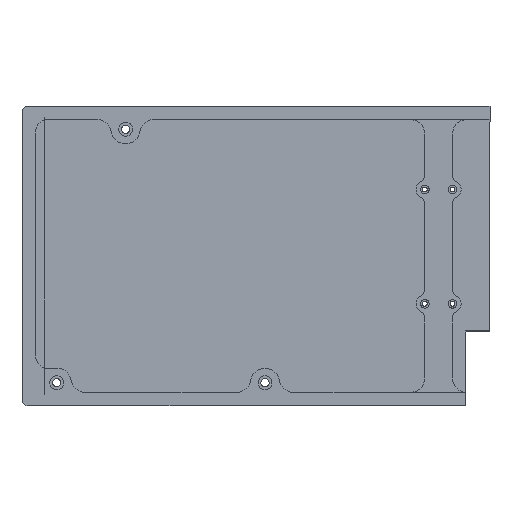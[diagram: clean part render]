
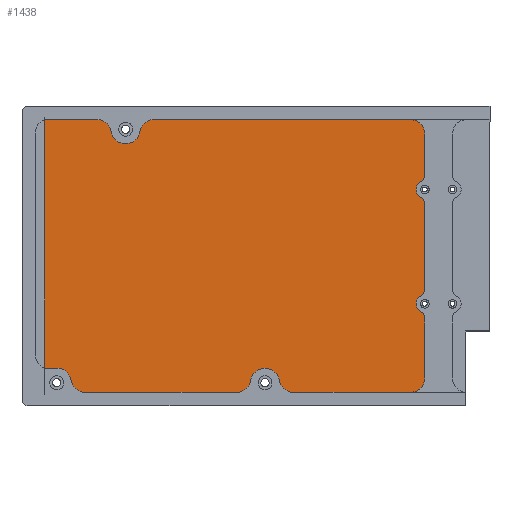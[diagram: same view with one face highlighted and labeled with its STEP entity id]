
A CAD part, top view. The second image highlights one B-rep face of the part: STEP entity #1438.
In plain terms, the highlighted planar face has unit normal (0, 0, 1).
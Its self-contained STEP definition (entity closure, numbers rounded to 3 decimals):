
#126=CIRCLE('',#1557,3.);
#127=CIRCLE('',#1559,3.55);
#128=CIRCLE('',#1561,3.);
#129=CIRCLE('',#1564,3.);
#130=CIRCLE('',#1567,3.);
#131=CIRCLE('',#1569,6.);
#132=CIRCLE('',#1570,6.);
#133=CIRCLE('',#1571,6.);
#134=CIRCLE('',#1572,6.);
#135=CIRCLE('',#1573,6.);
#136=CIRCLE('',#1574,6.);
#137=CIRCLE('',#1575,6.);
#138=CIRCLE('',#1576,6.);
#139=CIRCLE('',#1577,6.);
#140=CIRCLE('',#1578,6.);
#141=CIRCLE('',#1579,3.55);
#182=FACE_OUTER_BOUND('',#268,.T.);
#268=EDGE_LOOP('',(#1096,#1097,#1098,#1099,#1100,#1101,#1102,#1103,#1104,
#1105,#1106,#1107,#1108,#1109,#1110,#1111,#1112,#1113,#1114,#1115,#1116,
#1117,#1118,#1119,#1120));
#394=LINE('',#2314,#523);
#401=LINE('',#2333,#530);
#405=LINE('',#2343,#534);
#408=LINE('',#2351,#537);
#409=LINE('',#2360,#538);
#410=LINE('',#2362,#539);
#411=LINE('',#2364,#540);
#412=LINE('',#2370,#541);
#413=LINE('',#2378,#542);
#523=VECTOR('',#1822,10.);
#530=VECTOR('',#1843,10.);
#534=VECTOR('',#1853,10.);
#537=VECTOR('',#1862,10.);
#538=VECTOR('',#1871,10.);
#539=VECTOR('',#1872,10.);
#540=VECTOR('',#1873,10.);
#541=VECTOR('',#1878,10.);
#542=VECTOR('',#1885,10.);
#687=VERTEX_POINT('',#2311);
#688=VERTEX_POINT('',#2313);
#689=VERTEX_POINT('',#2318);
#690=VERTEX_POINT('',#2319);
#691=VERTEX_POINT('',#2324);
#692=VERTEX_POINT('',#2328);
#693=VERTEX_POINT('',#2332);
#694=VERTEX_POINT('',#2336);
#695=VERTEX_POINT('',#2337);
#696=VERTEX_POINT('',#2342);
#697=VERTEX_POINT('',#2346);
#698=VERTEX_POINT('',#2350);
#699=VERTEX_POINT('',#2353);
#700=VERTEX_POINT('',#2355);
#701=VERTEX_POINT('',#2357);
#702=VERTEX_POINT('',#2359);
#703=VERTEX_POINT('',#2361);
#704=VERTEX_POINT('',#2363);
#705=VERTEX_POINT('',#2365);
#706=VERTEX_POINT('',#2367);
#707=VERTEX_POINT('',#2369);
#708=VERTEX_POINT('',#2371);
#709=VERTEX_POINT('',#2373);
#710=VERTEX_POINT('',#2375);
#711=VERTEX_POINT('',#2377);
#837=EDGE_CURVE('',#687,#688,#394,.T.);
#840=EDGE_CURVE('',#689,#690,#126,.T.);
#843=EDGE_CURVE('',#689,#691,#127,.T.);
#845=EDGE_CURVE('',#692,#691,#128,.T.);
#847=EDGE_CURVE('',#693,#692,#401,.T.);
#849=EDGE_CURVE('',#694,#695,#129,.T.);
#852=EDGE_CURVE('',#696,#694,#405,.T.);
#854=EDGE_CURVE('',#697,#693,#130,.T.);
#856=EDGE_CURVE('',#690,#698,#408,.T.);
#857=EDGE_CURVE('',#698,#688,#131,.T.);
#858=EDGE_CURVE('',#687,#699,#132,.T.);
#859=EDGE_CURVE('',#700,#699,#133,.T.);
#860=EDGE_CURVE('',#700,#701,#134,.T.);
#861=EDGE_CURVE('',#702,#701,#409,.T.);
#862=EDGE_CURVE('',#703,#702,#410,.T.);
#863=EDGE_CURVE('',#704,#703,#411,.T.);
#864=EDGE_CURVE('',#705,#704,#135,.T.);
#865=EDGE_CURVE('',#705,#706,#136,.T.);
#866=EDGE_CURVE('',#707,#706,#412,.T.);
#867=EDGE_CURVE('',#707,#708,#137,.T.);
#868=EDGE_CURVE('',#709,#708,#138,.T.);
#869=EDGE_CURVE('',#709,#710,#139,.T.);
#870=EDGE_CURVE('',#711,#710,#413,.T.);
#871=EDGE_CURVE('',#711,#696,#140,.T.);
#872=EDGE_CURVE('',#697,#695,#141,.T.);
#1096=ORIENTED_EDGE('',*,*,#840,.T.);
#1097=ORIENTED_EDGE('',*,*,#856,.T.);
#1098=ORIENTED_EDGE('',*,*,#857,.T.);
#1099=ORIENTED_EDGE('',*,*,#837,.F.);
#1100=ORIENTED_EDGE('',*,*,#858,.T.);
#1101=ORIENTED_EDGE('',*,*,#859,.F.);
#1102=ORIENTED_EDGE('',*,*,#860,.T.);
#1103=ORIENTED_EDGE('',*,*,#861,.F.);
#1104=ORIENTED_EDGE('',*,*,#862,.F.);
#1105=ORIENTED_EDGE('',*,*,#863,.F.);
#1106=ORIENTED_EDGE('',*,*,#864,.F.);
#1107=ORIENTED_EDGE('',*,*,#865,.T.);
#1108=ORIENTED_EDGE('',*,*,#866,.F.);
#1109=ORIENTED_EDGE('',*,*,#867,.T.);
#1110=ORIENTED_EDGE('',*,*,#868,.F.);
#1111=ORIENTED_EDGE('',*,*,#869,.T.);
#1112=ORIENTED_EDGE('',*,*,#870,.F.);
#1113=ORIENTED_EDGE('',*,*,#871,.T.);
#1114=ORIENTED_EDGE('',*,*,#852,.T.);
#1115=ORIENTED_EDGE('',*,*,#849,.T.);
#1116=ORIENTED_EDGE('',*,*,#872,.F.);
#1117=ORIENTED_EDGE('',*,*,#854,.T.);
#1118=ORIENTED_EDGE('',*,*,#847,.T.);
#1119=ORIENTED_EDGE('',*,*,#845,.T.);
#1120=ORIENTED_EDGE('',*,*,#843,.F.);
#1395=PLANE('',#1568);
#1438=ADVANCED_FACE('',(#182),#1395,.T.);
#1557=AXIS2_PLACEMENT_3D('',#2320,#1827,#1828);
#1559=AXIS2_PLACEMENT_3D('',#2325,#1833,#1834);
#1561=AXIS2_PLACEMENT_3D('',#2329,#1838,#1839);
#1564=AXIS2_PLACEMENT_3D('',#2338,#1847,#1848);
#1567=AXIS2_PLACEMENT_3D('',#2347,#1857,#1858);
#1568=AXIS2_PLACEMENT_3D('',#2349,#1860,#1861);
#1569=AXIS2_PLACEMENT_3D('',#2352,#1863,#1864);
#1570=AXIS2_PLACEMENT_3D('',#2354,#1865,#1866);
#1571=AXIS2_PLACEMENT_3D('',#2356,#1867,#1868);
#1572=AXIS2_PLACEMENT_3D('',#2358,#1869,#1870);
#1573=AXIS2_PLACEMENT_3D('',#2366,#1874,#1875);
#1574=AXIS2_PLACEMENT_3D('',#2368,#1876,#1877);
#1575=AXIS2_PLACEMENT_3D('',#2372,#1879,#1880);
#1576=AXIS2_PLACEMENT_3D('',#2374,#1881,#1882);
#1577=AXIS2_PLACEMENT_3D('',#2376,#1883,#1884);
#1578=AXIS2_PLACEMENT_3D('',#2379,#1886,#1887);
#1579=AXIS2_PLACEMENT_3D('',#2380,#1888,#1889);
#1822=DIRECTION('',(1.,0.,0.));
#1827=DIRECTION('center_axis',(0.,0.,1.));
#1828=DIRECTION('ref_axis',(0.854,-0.521,0.));
#1833=DIRECTION('center_axis',(0.,0.,1.));
#1834=DIRECTION('ref_axis',(-1.,0.,0.));
#1838=DIRECTION('center_axis',(0.,0.,1.));
#1839=DIRECTION('ref_axis',(0.854,0.521,0.));
#1843=DIRECTION('',(0.,1.,0.));
#1847=DIRECTION('center_axis',(0.,0.,1.));
#1848=DIRECTION('ref_axis',(0.854,0.521,0.));
#1853=DIRECTION('',(0.,1.,0.));
#1857=DIRECTION('center_axis',(0.,0.,1.));
#1858=DIRECTION('ref_axis',(0.854,-0.521,0.));
#1860=DIRECTION('center_axis',(0.,0.,1.));
#1861=DIRECTION('ref_axis',(-1.,0.,0.));
#1862=DIRECTION('',(0.,1.,0.));
#1863=DIRECTION('center_axis',(0.,0.,1.));
#1864=DIRECTION('ref_axis',(0.707,0.707,0.));
#1865=DIRECTION('center_axis',(0.,0.,1.));
#1866=DIRECTION('ref_axis',(0.,-1.,0.));
#1867=DIRECTION('center_axis',(0.,0.,1.));
#1868=DIRECTION('ref_axis',(-1.,0.,0.));
#1869=DIRECTION('center_axis',(0.,0.,1.));
#1870=DIRECTION('ref_axis',(0.,-1.,0.));
#1871=DIRECTION('',(1.,0.,0.));
#1872=DIRECTION('',(0.,1.,0.));
#1873=DIRECTION('',(-1.,0.,0.));
#1874=DIRECTION('center_axis',(0.,0.,1.));
#1875=DIRECTION('ref_axis',(-1.,0.,0.));
#1876=DIRECTION('center_axis',(0.,0.,1.));
#1877=DIRECTION('ref_axis',(0.,1.,0.));
#1878=DIRECTION('',(-1.,0.,0.));
#1879=DIRECTION('center_axis',(0.,0.,1.));
#1880=DIRECTION('ref_axis',(0.,1.,0.));
#1881=DIRECTION('center_axis',(0.,0.,1.));
#1882=DIRECTION('ref_axis',(-1.,0.,0.));
#1883=DIRECTION('center_axis',(0.,0.,1.));
#1884=DIRECTION('ref_axis',(0.,1.,0.));
#1885=DIRECTION('',(-1.,0.,0.));
#1886=DIRECTION('center_axis',(0.,0.,1.));
#1887=DIRECTION('ref_axis',(0.707,-0.707,0.));
#1888=DIRECTION('center_axis',(0.,0.,1.));
#1889=DIRECTION('ref_axis',(-1.,0.,0.));
#2311=CARTESIAN_POINT('',(15.832,0.,1.));
#2313=CARTESIAN_POINT('',(121.065,0.,1.));
#2314=CARTESIAN_POINT('',(-26.193,0.,1.));
#2318=CARTESIAN_POINT('',(125.439,-25.644,1.));
#2319=CARTESIAN_POINT('',(127.065,-22.977,1.));
#2320=CARTESIAN_POINT('Origin',(124.065,-22.977,1.));
#2324=CARTESIAN_POINT('',(125.439,-31.956,1.));
#2325=CARTESIAN_POINT('Origin',(127.065,-28.8,1.));
#2328=CARTESIAN_POINT('',(127.065,-34.623,1.));
#2329=CARTESIAN_POINT('Origin',(124.065,-34.623,1.));
#2332=CARTESIAN_POINT('',(127.065,-69.977,1.));
#2333=CARTESIAN_POINT('',(127.065,-44.25,1.));
#2336=CARTESIAN_POINT('',(127.065,-81.623,1.));
#2337=CARTESIAN_POINT('',(125.439,-78.956,1.));
#2338=CARTESIAN_POINT('Origin',(124.065,-81.623,1.));
#2342=CARTESIAN_POINT('',(127.065,-106.3,1.));
#2343=CARTESIAN_POINT('',(127.065,-67.75,1.));
#2346=CARTESIAN_POINT('',(125.439,-72.644,1.));
#2347=CARTESIAN_POINT('Origin',(124.065,-69.977,1.));
#2349=CARTESIAN_POINT('Origin',(132.952,-56.15,1.));
#2350=CARTESIAN_POINT('',(127.065,-6.,1.));
#2351=CARTESIAN_POINT('',(127.065,-28.075,1.));
#2352=CARTESIAN_POINT('Origin',(121.065,-6.,1.));
#2353=CARTESIAN_POINT('',(9.916,-5.,1.));
#2354=CARTESIAN_POINT('Origin',(15.832,-6.,1.));
#2355=CARTESIAN_POINT('',(-1.916,-5.,1.));
#2356=CARTESIAN_POINT('Origin',(4.,-4.,1.));
#2357=CARTESIAN_POINT('',(-7.832,0.,1.));
#2358=CARTESIAN_POINT('Origin',(-7.832,-6.,1.));
#2359=CARTESIAN_POINT('',(-29.338,0.,1.));
#2360=CARTESIAN_POINT('',(-26.193,0.,1.));
#2361=CARTESIAN_POINT('',(-29.338,-102.3,1.));
#2362=CARTESIAN_POINT('',(-29.338,-27.575,1.));
#2363=CARTESIAN_POINT('',(-24.317,-102.3,1.));
#2364=CARTESIAN_POINT('',(-24.317,-102.3,1.));
#2365=CARTESIAN_POINT('',(-18.401,-107.3,1.));
#2366=CARTESIAN_POINT('Origin',(-24.317,-108.3,1.));
#2367=CARTESIAN_POINT('',(-12.485,-112.3,1.));
#2368=CARTESIAN_POINT('Origin',(-12.485,-106.3,1.));
#2369=CARTESIAN_POINT('',(49.524,-112.3,1.));
#2370=CARTESIAN_POINT('',(-28.325,-112.3,1.));
#2371=CARTESIAN_POINT('',(55.44,-107.3,1.));
#2372=CARTESIAN_POINT('Origin',(49.524,-106.3,1.));
#2373=CARTESIAN_POINT('',(67.272,-107.3,1.));
#2374=CARTESIAN_POINT('Origin',(61.356,-108.3,1.));
#2375=CARTESIAN_POINT('',(73.188,-112.3,1.));
#2376=CARTESIAN_POINT('Origin',(73.188,-106.3,1.));
#2377=CARTESIAN_POINT('',(121.065,-112.3,1.));
#2378=CARTESIAN_POINT('',(-28.325,-112.3,1.));
#2379=CARTESIAN_POINT('Origin',(121.065,-106.3,1.));
#2380=CARTESIAN_POINT('Origin',(127.065,-75.8,1.));
